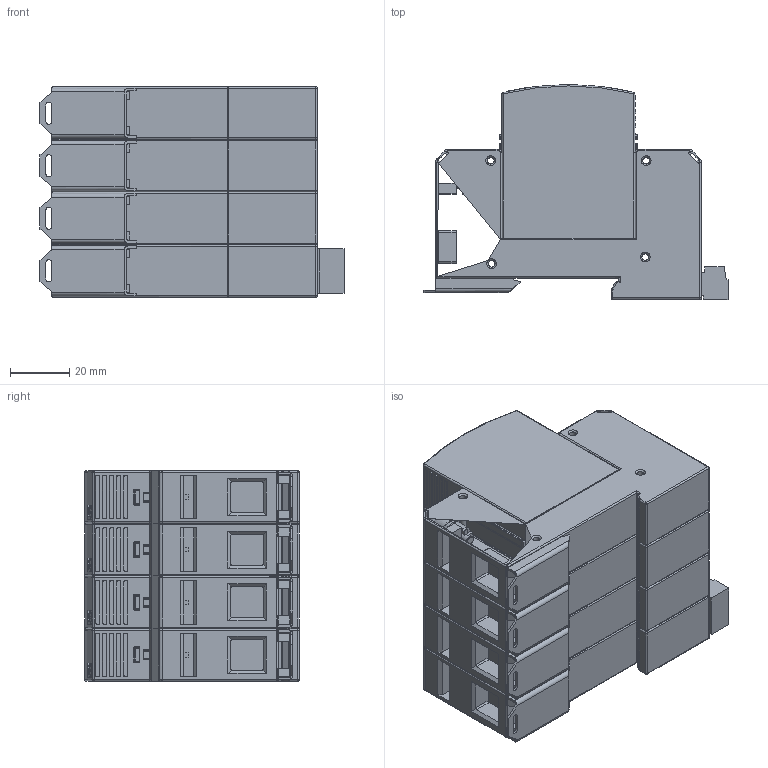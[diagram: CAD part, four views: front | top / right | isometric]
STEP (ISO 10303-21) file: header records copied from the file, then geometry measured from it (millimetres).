
FILE_DESCRIPTION((''),'2;1');
FILE_NAME('ASM0035_ASM','2021-02-02T',('marketing.praksa'),('Audax d.o.o.'),'CREO PARAMETRIC BY PTC INC, 2017480','CREO PARAMETRIC BY PTC INC, 2017480','');
FILE_SCHEMA(('AUTOMOTIVE_DESIGN { 1 0 10303 214 1 1 1 1 }'));
Products named in the file (82): BAZA_1TE_B2S_RC_ZASKOK_19_1__11; BAZA_1TE_B2S_RC_ZASKOK_19_2_1_7; BAZA_1TE_B2S_RC_ZASKOK_19_3_1_7; BAZA_1TE_B2S_RC_ZASKOK_19_AS_11_ASM; OUTER_1TE_S_SHAPE_B2S_R_ASM__11_ASM; IZ506_504_ETITEC_B_1P0_RC_AS_11_ASM; ASM0012_ASM_1_1_2_ASM_1_1_2_3_ASM; PRT0045_1_1_2_3; PRT0046_1_1_2_3; PRT0049_1_1_2_3; PRT0050_1_1_2_3; TMP_DWG_65_1_1_1_2_1_2_3_1_2__9; TMP_DWG_65_1_2_1_2_1_2_3_1_2__9; TMP_DWG_65_1_3_1_2_1_2_3_1_2__9; ASM0011_1_2_3_4_ASM_1_1_2_3_ASM; ASM0032_ASM_1_1_2_3_ASM; PRT0051_1_1_2_3; ETITEC_B_T12_1_0_RC_ASM_1_1_2_3_ASM; RC_1_1_1_1_2_3_4_5; RC_SCREW_1_1_2_3_4_5; PRT0017_1_1_2_3_4_5; PRT0018_1_1_2_3_4_5_6_7; ASM0033_ASM_1_1_2_3_4_5_ASM; ASM0036_ASM; BAZA_1TE_B2S_RC_ZASKOK_19_1__13; BAZA_1TE_B2S_RC_ZASKOK_19_2_1_9; BAZA_1TE_B2S_RC_ZASKOK_19_3_1_9; BAZA_1TE_B2S_RC_ZASKOK_19_AS_13_ASM; OUTER_1TE_S_SHAPE_B2S_R_ASM__13_ASM; IZ506_504_ETITEC_B_1P0_RC_AS_13_ASM; ASM0012_ASM_1_1_2_ASM_1_1_2_3_5_ASM; PRT0045_1_1_2_3_4_5; PRT0046_1_1_2_3_4_5; PRT0049_1_1_2_3_4_5; PRT0050_1_1_2_3_4_5; TMP_DWG_65_1_1_1_2_1_2_3_1_2_11; TMP_DWG_65_1_2_1_2_1_2_3_1_2_11; TMP_DWG_65_1_3_1_2_1_2_3_1_2_11; ASM0011_1_2_3_4_ASM_1_1_2_3_4_5_ASM; ASM0032_ASM_1_1_2_3_4_5_ASM ...
Assembly tree (81 placements, depth 10):
  ASM0035_ASM
    ETITEC_B_T12_1_0_RC_ASM_1_1_2_3_ASM
      ASM0012_ASM_1_1_2_ASM_1_1_2_3_ASM
        IZ506_504_ETITEC_B_1P0_RC_AS_11_ASM
          OUTER_1TE_S_SHAPE_B2S_R_ASM__11_ASM
            BAZA_1TE_B2S_RC_ZASKOK_19_AS_11_ASM
              BAZA_1TE_B2S_RC_ZASKOK_19_1__11
              BAZA_1TE_B2S_RC_ZASKOK_19_2_1_7
              BAZA_1TE_B2S_RC_ZASKOK_19_3_1_7
      PRT0045_1_1_2_3
      PRT0046_1_1_2_3
      PRT0049_1_1_2_3
      PRT0050_1_1_2_3
      ASM0032_ASM_1_1_2_3_ASM
        ASM0011_1_2_3_4_ASM_1_1_2_3_ASM
          TMP_DWG_65_1_1_1_2_1_2_3_1_2__9
          TMP_DWG_65_1_2_1_2_1_2_3_1_2__9
          TMP_DWG_65_1_3_1_2_1_2_3_1_2__9
      PRT0051_1_1_2_3
    ASM0036_ASM
      ASM0033_ASM_1_1_2_3_4_5_ASM
        RC_1_1_1_1_2_3_4_5
        RC_SCREW_1_1_2_3_4_5
        PRT0017_1_1_2_3_4_5
        PRT0018_1_1_2_3_4_5_6_7
    ETITEC_C_T2_2_0_ASM
      ETITEC_B_T12_1_0_RC_ASM_1_1_2_5_ASM
        ASM0012_ASM_1_1_2_ASM_1_1_2_3_5_ASM
          IZ506_504_ETITEC_B_1P0_RC_AS_13_ASM
            OUTER_1TE_S_SHAPE_B2S_R_ASM__13_ASM
              BAZA_1TE_B2S_RC_ZASKOK_19_AS_13_ASM
                BAZA_1TE_B2S_RC_ZASKOK_19_1__13
                BAZA_1TE_B2S_RC_ZASKOK_19_2_1_9
                BAZA_1TE_B2S_RC_ZASKOK_19_3_1_9
        PRT0045_1_1_2_3_4_5
        PRT0046_1_1_2_3_4_5
        PRT0049_1_1_2_3_4_5
        PRT0050_1_1_2_3_4_5
        ASM0032_ASM_1_1_2_3_4_5_ASM
          ASM0011_1_2_3_4_ASM_1_1_2_3_4_5_ASM
            TMP_DWG_65_1_1_1_2_1_2_3_1_2_11
            TMP_DWG_65_1_2_1_2_1_2_3_1_2_11
            TMP_DWG_65_1_3_1_2_1_2_3_1_2_11
        PRT0051_1_1_2_3_4_5
        ETITEC_C_T2_1_0_ASM_1_ASM
          ETITEC_B_T12_1_0_RC_ASM_1_ASM_1_ASM
            ASM0012_ASM_1_1_2_ASM_1_ASM_1_ASM
              IZ506_504_ETITEC_B_1P0_RC_AS_14_ASM
                OUTER_1TE_S_SHAPE_B2S_R_ASM__14_ASM
                  BAZA_1TE_B2S_RC_ZASKOK_19_AS_14_ASM
            PRT0045_1_1_1
            PRT0046_1_1_1
            PRT0049_1_1_1
            PRT0050_1_1_1
            ASM0032_ASM_1_ASM_1_ASM
              ASM0011_1_2_3_4_ASM_1_ASM_1_ASM
                TMP_DWG_65_1_1_1_2_1_2_3_1_2_12
                TMP_DWG_65_1_2_1_2_1_2_3_1_2_12
                TMP_DWG_65_1_3_1_2_1_2_3_1_2_12
            PRT0051_1_1_1
Bounding box: 102.9 x 72.7 x 71.2 mm (x, y, z)
Volume: 351456.6 mm3; surface area: 100888.9 mm2
Topology: 48 solids, 64 shells, 2604 faces, 6980 edges, 4526 vertices
Faces by surface type: plane 1408, cylinder 812, cone 128, torus 120, sphere 72, bspline 64
Entity records: 110993 total; most frequent: CARTESIAN_POINT 19962, DIRECTION 13878, ORIENTED_EDGE 13816, EDGE_CURVE 6908, PRESENTATION_STYLE_ASSIGNMENT 5284, STYLED_ITEM 5284, AXIS2_PLACEMENT_3D 4878, VERTEX_POINT 4526
